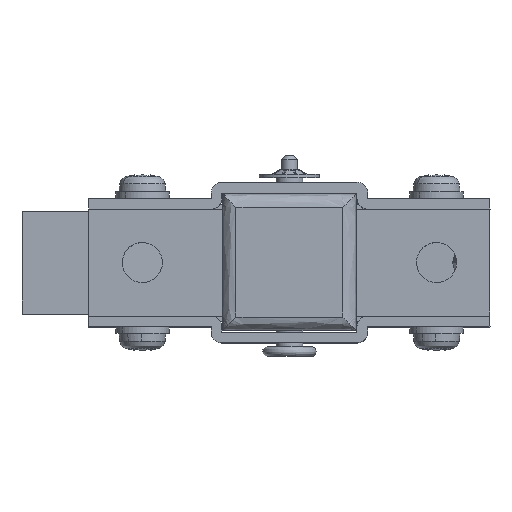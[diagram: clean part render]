
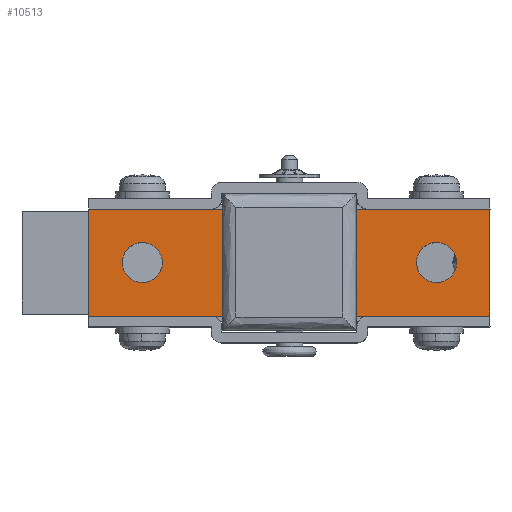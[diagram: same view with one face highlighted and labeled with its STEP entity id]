
A CAD part, top view. The second image highlights one B-rep face of the part: STEP entity #10513.
In plain terms, the highlighted free-form (B-spline) face has degree [1, 1] with [2, 2] control points.
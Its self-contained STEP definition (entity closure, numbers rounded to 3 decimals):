
#10116=CARTESIAN_POINT('',(10.823,-1.49,0.));
#10117=VERTEX_POINT('',#10116);
#10118=CARTESIAN_POINT('',(12.5,0.0,0.0));
#10119=VERTEX_POINT('',#10118);
#10120=CARTESIAN_POINT('',(10.823,-1.49,0.));
#10121=CARTESIAN_POINT('',(10.911,-1.5,0.0));
#10122=CARTESIAN_POINT('',(11.0,-1.5,0.0));
#10123=CARTESIAN_POINT('',(12.5,-1.5,0.0));
#10124=CARTESIAN_POINT('',(12.5,0.0,0.0));
#10132=(BOUNDED_CURVE()B_SPLINE_CURVE(2,(#10120,#10121,#10122,#10123,#10124),.UNSPECIFIED.,.F.,.U.)B_SPLINE_CURVE_WITH_KNOTS((3,2,3),(0.23,0.25,0.5),.UNSPECIFIED.)CURVE()GEOMETRIC_REPRESENTATION_ITEM()RATIONAL_B_SPLINE_CURVE((0.956,0.976,1.0,0.707,1.0))REPRESENTATION_ITEM(''));
#10133=EDGE_CURVE('',#10117,#10119,#10132,.T.);
#10135=CARTESIAN_POINT('',(11.092,1.497,0.));
#10136=VERTEX_POINT('',#10135);
#10137=CARTESIAN_POINT('',(12.5,0.0,0.0));
#10138=CARTESIAN_POINT('',(12.5,1.411,0.0));
#10139=CARTESIAN_POINT('',(11.092,1.497,0.));
#10147=(BOUNDED_CURVE()B_SPLINE_CURVE(2,(#10137,#10138,#10139),.UNSPECIFIED.,.F.,.U.)B_SPLINE_CURVE_WITH_KNOTS((3,3),(0.5,0.739),.UNSPECIFIED.)CURVE()GEOMETRIC_REPRESENTATION_ITEM()RATIONAL_B_SPLINE_CURVE((1.0,0.72,0.976))REPRESENTATION_ITEM(''));
#10148=EDGE_CURVE('',#10119,#10136,#10147,.T.);
#10215=CARTESIAN_POINT('',(9.5,0.0,0.0));
#10216=VERTEX_POINT('',#10215);
#10217=CARTESIAN_POINT('',(9.5,0.0,0.0));
#10218=CARTESIAN_POINT('',(9.5,-1.332,0.0));
#10219=CARTESIAN_POINT('',(10.823,-1.49,0.));
#10227=(BOUNDED_CURVE()B_SPLINE_CURVE(2,(#10217,#10218,#10219),.UNSPECIFIED.,.F.,.U.)B_SPLINE_CURVE_WITH_KNOTS((3,3),(0.0,0.23),.UNSPECIFIED.)CURVE()GEOMETRIC_REPRESENTATION_ITEM()RATIONAL_B_SPLINE_CURVE((1.0,0.731,0.956))REPRESENTATION_ITEM(''));
#10228=EDGE_CURVE('',#10216,#10117,#10227,.T.);
#10262=CARTESIAN_POINT('',(11.092,1.497,0.));
#10263=CARTESIAN_POINT('',(11.046,1.5,0.0));
#10264=CARTESIAN_POINT('',(11.0,1.5,0.0));
#10265=CARTESIAN_POINT('',(9.5,1.5,0.0));
#10266=CARTESIAN_POINT('',(9.5,0.0,0.0));
#10274=(BOUNDED_CURVE()B_SPLINE_CURVE(2,(#10262,#10263,#10264,#10265,#10266),.UNSPECIFIED.,.F.,.U.)B_SPLINE_CURVE_WITH_KNOTS((3,2,3),(0.739,0.75,1.0),.UNSPECIFIED.)CURVE()GEOMETRIC_REPRESENTATION_ITEM()RATIONAL_B_SPLINE_CURVE((0.976,0.988,1.0,0.707,1.0))REPRESENTATION_ITEM(''));
#10275=EDGE_CURVE('',#10136,#10216,#10274,.T.);
#10302=CARTESIAN_POINT('',(-11.177,-1.49,0.));
#10303=VERTEX_POINT('',#10302);
#10304=CARTESIAN_POINT('',(-9.5,0.0,0.0));
#10305=VERTEX_POINT('',#10304);
#10306=CARTESIAN_POINT('',(-11.177,-1.49,0.));
#10307=CARTESIAN_POINT('',(-11.089,-1.5,0.0));
#10308=CARTESIAN_POINT('',(-11.0,-1.5,0.0));
#10309=CARTESIAN_POINT('',(-9.5,-1.5,0.0));
#10310=CARTESIAN_POINT('',(-9.5,0.0,0.0));
#10318=(BOUNDED_CURVE()B_SPLINE_CURVE(2,(#10306,#10307,#10308,#10309,#10310),.UNSPECIFIED.,.F.,.U.)B_SPLINE_CURVE_WITH_KNOTS((3,2,3),(0.23,0.25,0.5),.UNSPECIFIED.)CURVE()GEOMETRIC_REPRESENTATION_ITEM()RATIONAL_B_SPLINE_CURVE((0.956,0.976,1.0,0.707,1.0))REPRESENTATION_ITEM(''));
#10319=EDGE_CURVE('',#10303,#10305,#10318,.T.);
#10321=CARTESIAN_POINT('',(-10.908,1.497,0.));
#10322=VERTEX_POINT('',#10321);
#10323=CARTESIAN_POINT('',(-9.5,0.0,0.0));
#10324=CARTESIAN_POINT('',(-9.5,1.411,0.0));
#10325=CARTESIAN_POINT('',(-10.908,1.497,0.));
#10333=(BOUNDED_CURVE()B_SPLINE_CURVE(2,(#10323,#10324,#10325),.UNSPECIFIED.,.F.,.U.)B_SPLINE_CURVE_WITH_KNOTS((3,3),(0.5,0.739),.UNSPECIFIED.)CURVE()GEOMETRIC_REPRESENTATION_ITEM()RATIONAL_B_SPLINE_CURVE((1.0,0.72,0.976))REPRESENTATION_ITEM(''));
#10334=EDGE_CURVE('',#10305,#10322,#10333,.T.);
#10401=CARTESIAN_POINT('',(-12.5,0.0,0.0));
#10402=VERTEX_POINT('',#10401);
#10403=CARTESIAN_POINT('',(-12.5,0.0,0.0));
#10404=CARTESIAN_POINT('',(-12.5,-1.332,0.0));
#10405=CARTESIAN_POINT('',(-11.177,-1.49,0.));
#10413=(BOUNDED_CURVE()B_SPLINE_CURVE(2,(#10403,#10404,#10405),.UNSPECIFIED.,.F.,.U.)B_SPLINE_CURVE_WITH_KNOTS((3,3),(0.0,0.23),.UNSPECIFIED.)CURVE()GEOMETRIC_REPRESENTATION_ITEM()RATIONAL_B_SPLINE_CURVE((1.0,0.731,0.956))REPRESENTATION_ITEM(''));
#10414=EDGE_CURVE('',#10402,#10303,#10413,.T.);
#10448=CARTESIAN_POINT('',(-10.908,1.497,0.));
#10449=CARTESIAN_POINT('',(-10.954,1.5,0.0));
#10450=CARTESIAN_POINT('',(-11.0,1.5,0.0));
#10451=CARTESIAN_POINT('',(-12.5,1.5,0.0));
#10452=CARTESIAN_POINT('',(-12.5,0.0,0.0));
#10460=(BOUNDED_CURVE()B_SPLINE_CURVE(2,(#10448,#10449,#10450,#10451,#10452),.UNSPECIFIED.,.F.,.U.)B_SPLINE_CURVE_WITH_KNOTS((3,2,3),(0.739,0.75,1.0),.UNSPECIFIED.)CURVE()GEOMETRIC_REPRESENTATION_ITEM()RATIONAL_B_SPLINE_CURVE((0.976,0.988,1.0,0.707,1.0))REPRESENTATION_ITEM(''));
#10461=EDGE_CURVE('',#10322,#10402,#10460,.T.);
#10466=CARTESIAN_POINT('',(-16.498,4.4,0.));
#10467=CARTESIAN_POINT('',(16.499,4.4,0.));
#10468=CARTESIAN_POINT('',(-16.498,-4.4,0.));
#10469=CARTESIAN_POINT('',(16.499,-4.4,0.));
#10470=B_SPLINE_SURFACE_WITH_KNOTS('',1,1,((#10466,#10468),(#10467,#10469)),.UNSPECIFIED.,.F.,.F.,.U.,(2,2),(2,2),(0.0,32.997),(0.0,8.799),.UNSPECIFIED.);
#10471=CARTESIAN_POINT('',(15.0,4.0,0.0));
#10472=VERTEX_POINT('',#10471);
#10473=CARTESIAN_POINT('',(-15.0,4.0,0.0));
#10474=VERTEX_POINT('',#10473);
#10475=CARTESIAN_POINT('',(15.0,4.0,0.0));
#10476=CARTESIAN_POINT('',(-15.0,4.0,0.0));
#10477=QUASI_UNIFORM_CURVE('',1,(#10475,#10476),.UNSPECIFIED.,.F.,.U.);
#10478=EDGE_CURVE('',#10472,#10474,#10477,.T.);
#10479=ORIENTED_EDGE('',*,*,#10478,.T.);
#10480=CARTESIAN_POINT('',(-15.0,-4.0,0.0));
#10481=VERTEX_POINT('',#10480);
#10482=CARTESIAN_POINT('',(-15.0,4.0,0.0));
#10483=CARTESIAN_POINT('',(-15.0,-4.0,0.0));
#10484=QUASI_UNIFORM_CURVE('',1,(#10482,#10483),.UNSPECIFIED.,.F.,.U.);
#10485=EDGE_CURVE('',#10474,#10481,#10484,.T.);
#10486=ORIENTED_EDGE('',*,*,#10485,.T.);
#10487=CARTESIAN_POINT('',(15.0,-4.0,0.0));
#10488=VERTEX_POINT('',#10487);
#10489=CARTESIAN_POINT('',(-15.0,-4.0,0.0));
#10490=CARTESIAN_POINT('',(15.0,-4.0,0.0));
#10491=QUASI_UNIFORM_CURVE('',1,(#10489,#10490),.UNSPECIFIED.,.F.,.U.);
#10492=EDGE_CURVE('',#10481,#10488,#10491,.T.);
#10493=ORIENTED_EDGE('',*,*,#10492,.T.);
#10494=CARTESIAN_POINT('',(15.0,-4.0,0.0));
#10495=CARTESIAN_POINT('',(15.0,4.0,0.0));
#10496=QUASI_UNIFORM_CURVE('',1,(#10494,#10495),.UNSPECIFIED.,.F.,.U.);
#10497=EDGE_CURVE('',#10488,#10472,#10496,.T.);
#10498=ORIENTED_EDGE('',*,*,#10497,.T.);
#10499=EDGE_LOOP('',(#10479,#10486,#10493,#10498));
#10500=FACE_OUTER_BOUND('',#10499,.T.);
#10501=ORIENTED_EDGE('',*,*,#10334,.F.);
#10502=ORIENTED_EDGE('',*,*,#10319,.F.);
#10503=ORIENTED_EDGE('',*,*,#10414,.F.);
#10504=ORIENTED_EDGE('',*,*,#10461,.F.);
#10505=EDGE_LOOP('',(#10501,#10502,#10503,#10504));
#10506=FACE_BOUND('',#10505,.T.);
#10507=ORIENTED_EDGE('',*,*,#10148,.F.);
#10508=ORIENTED_EDGE('',*,*,#10133,.F.);
#10509=ORIENTED_EDGE('',*,*,#10228,.F.);
#10510=ORIENTED_EDGE('',*,*,#10275,.F.);
#10511=EDGE_LOOP('',(#10507,#10508,#10509,#10510));
#10512=FACE_BOUND('',#10511,.T.);
#10513=ADVANCED_FACE('',(#10500,#10506,#10512),#10470,.F.);
